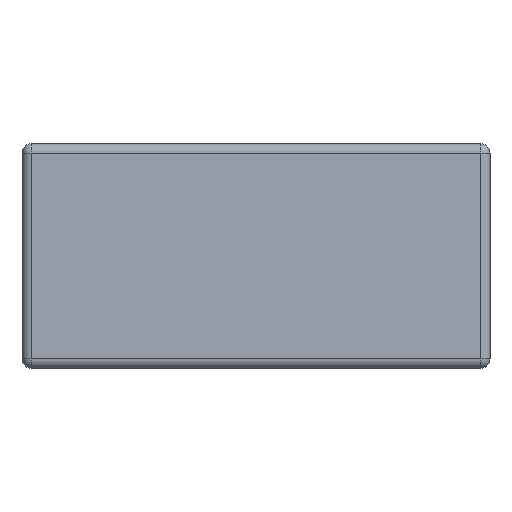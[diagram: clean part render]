
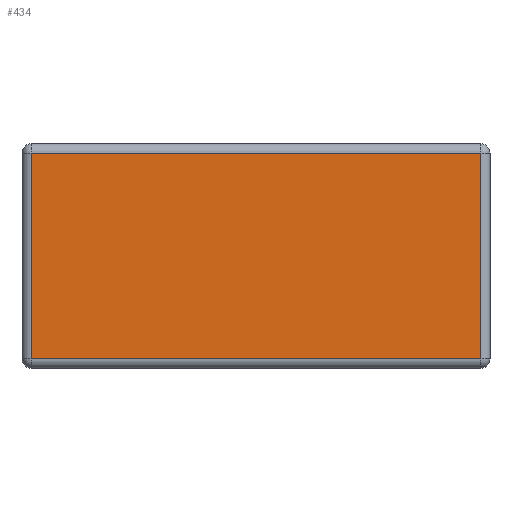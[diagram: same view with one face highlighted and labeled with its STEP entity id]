
A CAD part, left-side view. The second image highlights one B-rep face of the part: STEP entity #434.
In plain terms, the highlighted planar face has unit normal (-1, 0, 0).
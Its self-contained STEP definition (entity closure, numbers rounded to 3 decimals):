
#18 = CARTESIAN_POINT ( 'NONE',  ( -1., -0.6, 0.025 ) ) ;
#21 = DIRECTION ( 'NONE',  ( 0., 1., 0. ) ) ;
#29 = CARTESIAN_POINT ( 'NONE',  ( -1., 0.6, 0.575 ) ) ;
#44 = CARTESIAN_POINT ( 'NONE',  ( -1., 0., 0.575 ) ) ;
#103 = FACE_OUTER_BOUND ( 'NONE', #2414, .T. ) ;
#356 = CARTESIAN_POINT ( 'NONE',  ( -1., 0.6, 0.025 ) ) ;
#434 = ADVANCED_FACE ( 'NONE', ( #103 ), #1358, .T. ) ;
#450 = ORIENTED_EDGE ( 'NONE', *, *, #3070, .T. ) ;
#604 = CARTESIAN_POINT ( 'NONE',  ( -1., -0.6, 0.575 ) ) ;
#613 = VERTEX_POINT ( 'NONE', #356 ) ;
#651 = LINE ( 'NONE', #44, #1299 ) ;
#976 = DIRECTION ( 'NONE',  ( 0., -1., 0. ) ) ;
#1100 = DIRECTION ( 'NONE',  ( 0., 0., 1. ) ) ;
#1108 = VECTOR ( 'NONE', #3205, 1000. ) ;
#1299 = VECTOR ( 'NONE', #21, 1000. ) ;
#1358 = PLANE ( 'NONE',  #1695 ) ;
#1428 = VECTOR ( 'NONE', #976, 1000. ) ;
#1507 = CARTESIAN_POINT ( 'NONE',  ( -1., -0.625, 0.025 ) ) ;
#1695 = AXIS2_PLACEMENT_3D ( 'NONE', #3111, #3816, #1100 ) ;
#1767 = DIRECTION ( 'NONE',  ( 0., 0., -1. ) ) ;
#2004 = VECTOR ( 'NONE', #1767, 1000. ) ;
#2040 = ORIENTED_EDGE ( 'NONE', *, *, #3644, .T. ) ;
#2065 = CARTESIAN_POINT ( 'NONE',  ( -1., 0.6, 0. ) ) ;
#2249 = ORIENTED_EDGE ( 'NONE', *, *, #2494, .T. ) ;
#2365 = ORIENTED_EDGE ( 'NONE', *, *, #3242, .T. ) ;
#2414 = EDGE_LOOP ( 'NONE', ( #2365, #2040, #2249, #450 ) ) ;
#2491 = LINE ( 'NONE', #1507, #1428 ) ;
#2494 = EDGE_CURVE ( 'NONE', #613, #3802, #2491, .T. ) ;
#2716 = LINE ( 'NONE', #2065, #2004 ) ;
#2922 = VERTEX_POINT ( 'NONE', #29 ) ;
#3070 = EDGE_CURVE ( 'NONE', #3802, #3117, #3906, .T. ) ;
#3111 = CARTESIAN_POINT ( 'NONE',  ( -1., 0., 0.6 ) ) ;
#3117 = VERTEX_POINT ( 'NONE', #604 ) ;
#3205 = DIRECTION ( 'NONE',  ( 0., 0., 1. ) ) ;
#3242 = EDGE_CURVE ( 'NONE', #3117, #2922, #651, .T. ) ;
#3617 = CARTESIAN_POINT ( 'NONE',  ( -1., -0.6, 0.6 ) ) ;
#3644 = EDGE_CURVE ( 'NONE', #2922, #613, #2716, .T. ) ;
#3802 = VERTEX_POINT ( 'NONE', #18 ) ;
#3816 = DIRECTION ( 'NONE',  ( -1., 0., 0. ) ) ;
#3906 = LINE ( 'NONE', #3617, #1108 ) ;
